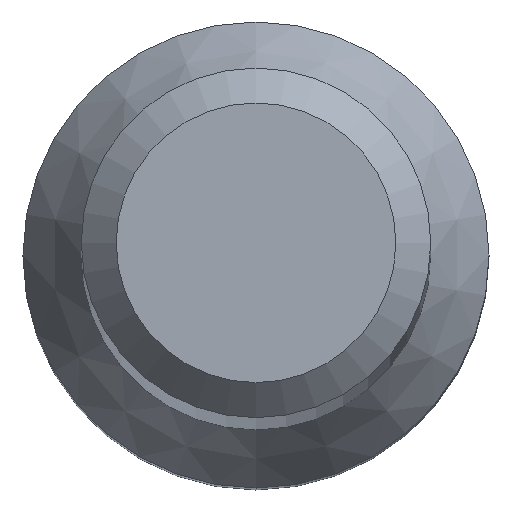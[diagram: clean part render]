
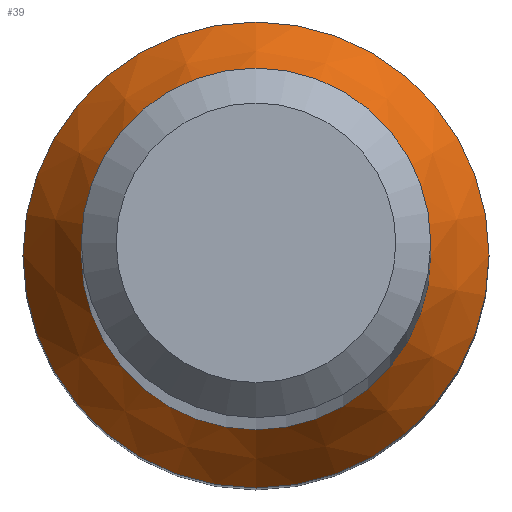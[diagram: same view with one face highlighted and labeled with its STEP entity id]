
A CAD part, top view. The second image highlights one B-rep face of the part: STEP entity #39.
In plain terms, the highlighted conical face has half-angle 30 degrees and reference radius 2 mm.
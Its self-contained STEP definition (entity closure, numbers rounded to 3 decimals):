
#39 = ADVANCED_FACE ( 'NONE', ( #226, #110 ), #234, .T. ) ;
#49 = CARTESIAN_POINT ( 'NONE',  ( 0., 2., 10. ) ) ;
#58 = DIRECTION ( 'NONE',  ( 0., 0., -1. ) ) ;
#66 = EDGE_LOOP ( 'NONE', ( #129 ) ) ;
#77 = DIRECTION ( 'NONE',  ( 0., 0., -1. ) ) ;
#81 = DIRECTION ( 'NONE',  ( 0., 1., 0. ) ) ;
#84 = ORIENTED_EDGE ( 'NONE', *, *, #220, .F. ) ;
#88 = DIRECTION ( 'NONE',  ( 0., 1., 0. ) ) ;
#100 = AXIS2_PLACEMENT_3D ( 'NONE', #192, #77, #169 ) ;
#104 = CARTESIAN_POINT ( 'NONE',  ( 0., 0., 10. ) ) ;
#107 = AXIS2_PLACEMENT_3D ( 'NONE', #104, #58, #81 ) ;
#110 = FACE_OUTER_BOUND ( 'NONE', #267, .T. ) ;
#129 = ORIENTED_EDGE ( 'NONE', *, *, #210, .T. ) ;
#144 = CIRCLE ( 'NONE', #107, 2. ) ;
#169 = DIRECTION ( 'NONE',  ( 0., 1., 0. ) ) ;
#172 = AXIS2_PLACEMENT_3D ( 'NONE', #198, #291, #88 ) ;
#176 = CIRCLE ( 'NONE', #100, 1.5 ) ;
#192 = CARTESIAN_POINT ( 'NONE',  ( 0., 0., 10.866 ) ) ;
#198 = CARTESIAN_POINT ( 'NONE',  ( 0., 0., 10. ) ) ;
#210 = EDGE_CURVE ( 'NONE', #254, #254, #176, .T. ) ;
#220 = EDGE_CURVE ( 'NONE', #271, #271, #144, .T. ) ;
#226 = FACE_BOUND ( 'NONE', #66, .T. ) ;
#234 = CONICAL_SURFACE ( 'NONE', #172, 2., 0.524 ) ;
#254 = VERTEX_POINT ( 'NONE', #299 ) ;
#267 = EDGE_LOOP ( 'NONE', ( #84 ) ) ;
#271 = VERTEX_POINT ( 'NONE', #49 ) ;
#291 = DIRECTION ( 'NONE',  ( 0., 0., -1. ) ) ;
#299 = CARTESIAN_POINT ( 'NONE',  ( 0., 1.5, 10.866 ) ) ;
